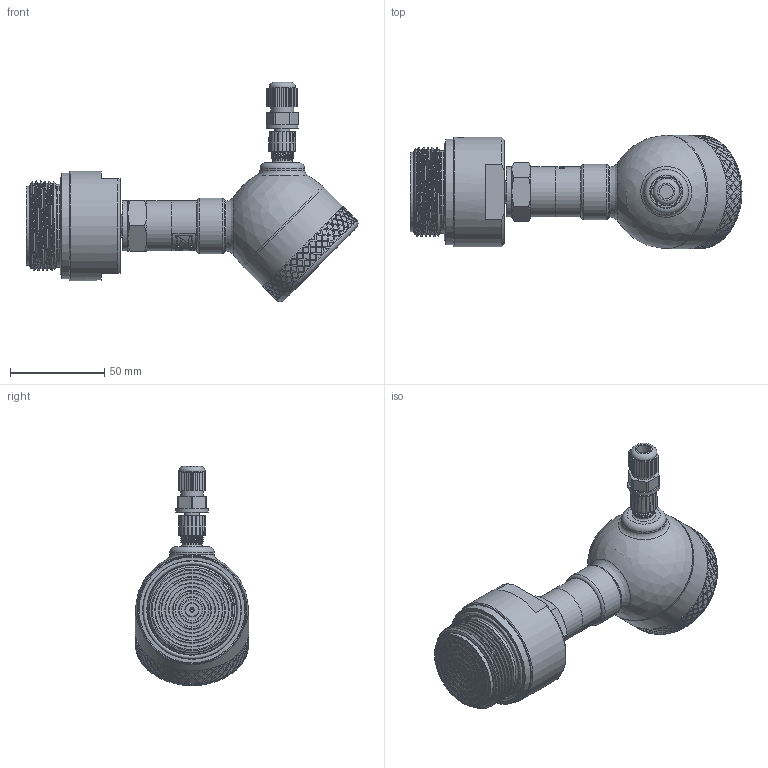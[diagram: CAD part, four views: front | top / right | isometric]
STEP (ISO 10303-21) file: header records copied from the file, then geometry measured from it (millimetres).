
FILE_DESCRIPTION(/* description */ (''),/* implementation_level */ '2;1');
FILE_NAME(/* name */ 'APZ3420mFH_G1-1''2DIN-flush_3.step',/* time_stamp */ '2021-07-07T16:09:41+03:00',/* author */ (''),/* organization */ (''),/* preprocessor_version */ 'ST-DEVELOPER v18.1',/* originating_system */ 'Autodesk Translation Framework v10.9.0.1377',/* authorisation */ '');
FILE_SCHEMA (('AUTOMOTIVE_DESIGN { 1 0 10303 214 3 1 1 }'));
Length unit declared in the file: millimetre
Products named in the file (8): АПЗ420М-полевойкорпус-
заполненный; Заполненный полевой 
корпус v13; Main body; Cover without display; M12x1 adapter; M12x1 female straight v9; G1\4EN; G1-1'2DIN diaphragm 42 v6 (1)
Assembly tree (6 placements, depth 3):
  АПЗ420М-полевойкорпус-
заполненный
    Заполненный полевой 
корпус v13
      Main body
      Cover without display
      M12x1 adapter
      M12x1 female straight v9
    G1\4EN
  G1-1'2DIN diaphragm 42 v6 (1)
Bounding box: 175.92 x 60.1 x 116.18 mm (x, y, z)
Volume: 340500.8 mm3; surface area: 53842.1 mm2
Topology: 9 solids, 9 shells, 1637 faces, 4032 edges, 2673 vertices
Faces by surface type: bspline 940, cylinder 320, plane 290, cone 46, torus 39, sphere 2
Full cylindrical faces by diameter (mm): 0.012 x1, 1 x4, 2 x1, 3.3 x1, 4 x1, 5 x3, 6.116 x1, 7.3 x1, 8 x3, 9.3 x1, 9.5 x2, 10.293 x1, 10.5 x2, 10.741 x7, 11 x1, 11.445 x4, 11.884 x6, 12 x1, 13.157 x9, 14 x1, 17 x1, 19.7 x1, 21.6 x1, 21.767 x1, 22.4 x1, 23.6 x1, 24.5 x2, 26.5 x2, 29.5 x1, 42 x1
Entity records: 76553 total; most frequent: CARTESIAN_POINT 45134, ORIENTED_EDGE 8060, EDGE_CURVE 4030, DIRECTION 3303, VERTEX_POINT 2673, B_SPLINE_CURVE_WITH_KNOTS 2669, EDGE_LOOP 1907, FACE_OUTER_BOUND 1637
